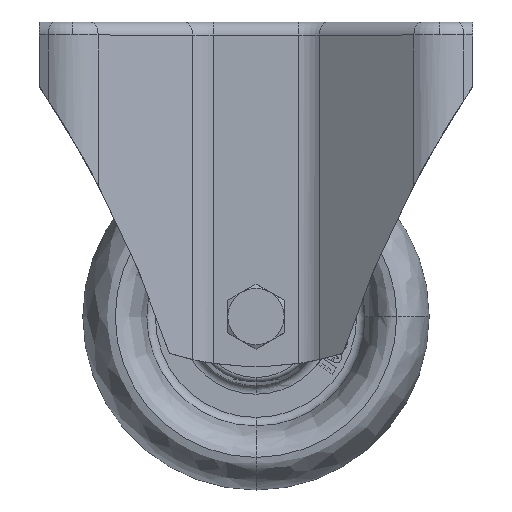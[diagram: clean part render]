
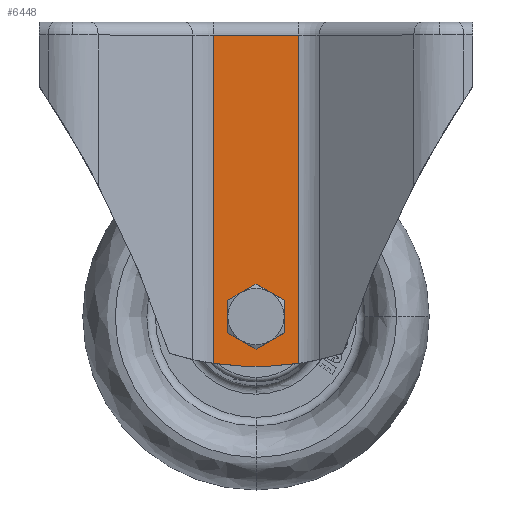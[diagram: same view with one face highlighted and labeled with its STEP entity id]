
A CAD part, top view. The second image highlights one B-rep face of the part: STEP entity #6448.
In plain terms, the highlighted planar face has unit normal (0, 0, 1).
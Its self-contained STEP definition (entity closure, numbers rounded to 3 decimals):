
#442 = DIRECTION ( 'NONE',  ( 0., 0., 1. ) ) ;
#876 = VERTEX_POINT ( 'NONE', #19824 ) ;
#929 = CARTESIAN_POINT ( 'NONE',  ( -12.5, 1., 22. ) ) ;
#1414 = ORIENTED_EDGE ( 'NONE', *, *, #21532, .T. ) ;
#1455 = VERTEX_POINT ( 'NONE', #10437 ) ;
#1751 = CARTESIAN_POINT ( 'NONE',  ( 0., -10.333, 22. ) ) ;
#2127 = CARTESIAN_POINT ( 'NONE',  ( 9.83, 1., 22. ) ) ;
#2345 = EDGE_LOOP ( 'NONE', ( #5892, #1414, #15069, #10352 ) ) ;
#2483 = VERTEX_POINT ( 'NONE', #10146 ) ;
#2789 = CARTESIAN_POINT ( 'NONE',  ( 4.1, -67., 22. ) ) ;
#3200 = CIRCLE ( 'NONE', #5712, 4.1 ) ;
#3334 = DIRECTION ( 'NONE',  ( 0., 0., 1. ) ) ;
#4093 = CARTESIAN_POINT ( 'NONE',  ( -9.83, -2., 22. ) ) ;
#4581 = VECTOR ( 'NONE', #8780, 1000. ) ;
#4582 = DIRECTION ( 'NONE',  ( -1., 0., 0. ) ) ;
#5712 = AXIS2_PLACEMENT_3D ( 'NONE', #19124, #7592, #10700 ) ;
#5892 = ORIENTED_EDGE ( 'NONE', *, *, #11776, .T. ) ;
#6307 = ORIENTED_EDGE ( 'NONE', *, *, #7202, .F. ) ;
#6448 = ADVANCED_FACE ( 'NONE', ( #12417, #13488 ), #14523, .F. ) ;
#7103 = EDGE_CURVE ( 'NONE', #16627, #19110, #7939, .T. ) ;
#7202 = EDGE_CURVE ( 'NONE', #16923, #2483, #17058, .T. ) ;
#7592 = DIRECTION ( 'NONE',  ( 0., 0., 1. ) ) ;
#7939 = LINE ( 'NONE', #9225, #19417 ) ;
#8780 = DIRECTION ( 'NONE',  ( 0., 1., 0. ) ) ;
#9225 = CARTESIAN_POINT ( 'NONE',  ( -9.83, -77.344, 22. ) ) ;
#9606 = EDGE_CURVE ( 'NONE', #2483, #16923, #3200, .T. ) ;
#10146 = CARTESIAN_POINT ( 'NONE',  ( -4.1, -67., 22. ) ) ;
#10352 = ORIENTED_EDGE ( 'NONE', *, *, #12965, .T. ) ;
#10437 = CARTESIAN_POINT ( 'NONE',  ( 9.83, -2., 22. ) ) ;
#10700 = DIRECTION ( 'NONE',  ( 1., 0., 0. ) ) ;
#11184 = AXIS2_PLACEMENT_3D ( 'NONE', #20556, #442, #12002 ) ;
#11369 = AXIS2_PLACEMENT_3D ( 'NONE', #1751, #3334, #13356 ) ;
#11776 = EDGE_CURVE ( 'NONE', #876, #1455, #13430, .T. ) ;
#11945 = LINE ( 'NONE', #4093, #14795 ) ;
#12002 = DIRECTION ( 'NONE',  ( 1., 0., 0. ) ) ;
#12417 = FACE_BOUND ( 'NONE', #20754, .T. ) ;
#12965 = EDGE_CURVE ( 'NONE', #19110, #876, #16260, .T. ) ;
#13356 = DIRECTION ( 'NONE',  ( -1., 0., 0. ) ) ;
#13430 = LINE ( 'NONE', #2127, #4581 ) ;
#13488 = FACE_OUTER_BOUND ( 'NONE', #2345, .T. ) ;
#14523 = PLANE ( 'NONE',  #16492 ) ;
#14795 = VECTOR ( 'NONE', #20684, 1000. ) ;
#15069 = ORIENTED_EDGE ( 'NONE', *, *, #7103, .T. ) ;
#15499 = DIRECTION ( 'NONE',  ( 0., -1., 0. ) ) ;
#16219 = DIRECTION ( 'NONE',  ( 0., 0., -1. ) ) ;
#16260 = CIRCLE ( 'NONE', #11369, 68.167 ) ;
#16492 = AXIS2_PLACEMENT_3D ( 'NONE', #929, #16219, #4582 ) ;
#16627 = VERTEX_POINT ( 'NONE', #17089 ) ;
#16923 = VERTEX_POINT ( 'NONE', #2789 ) ;
#17058 = CIRCLE ( 'NONE', #11184, 4.1 ) ;
#17089 = CARTESIAN_POINT ( 'NONE',  ( -9.83, -2., 22. ) ) ;
#19110 = VERTEX_POINT ( 'NONE', #20581 ) ;
#19124 = CARTESIAN_POINT ( 'NONE',  ( 0., -67., 22. ) ) ;
#19417 = VECTOR ( 'NONE', #15499, 1000. ) ;
#19824 = CARTESIAN_POINT ( 'NONE',  ( 9.83, -77.787, 22. ) ) ;
#20440 = ORIENTED_EDGE ( 'NONE', *, *, #9606, .F. ) ;
#20556 = CARTESIAN_POINT ( 'NONE',  ( 0., -67., 22. ) ) ;
#20581 = CARTESIAN_POINT ( 'NONE',  ( -9.83, -77.787, 22. ) ) ;
#20684 = DIRECTION ( 'NONE',  ( -1., 0., 0. ) ) ;
#20754 = EDGE_LOOP ( 'NONE', ( #6307, #20440 ) ) ;
#21532 = EDGE_CURVE ( 'NONE', #1455, #16627, #11945, .T. ) ;
